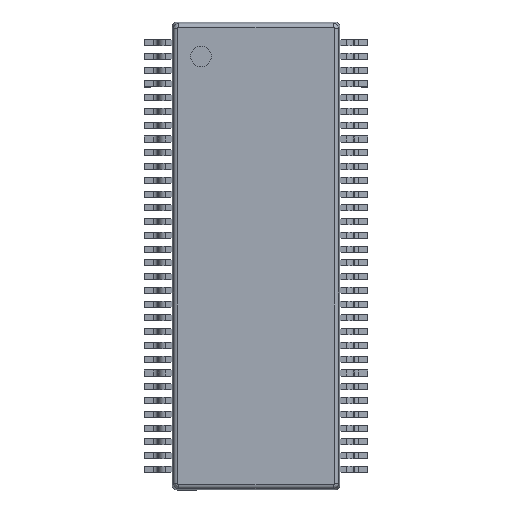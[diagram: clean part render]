
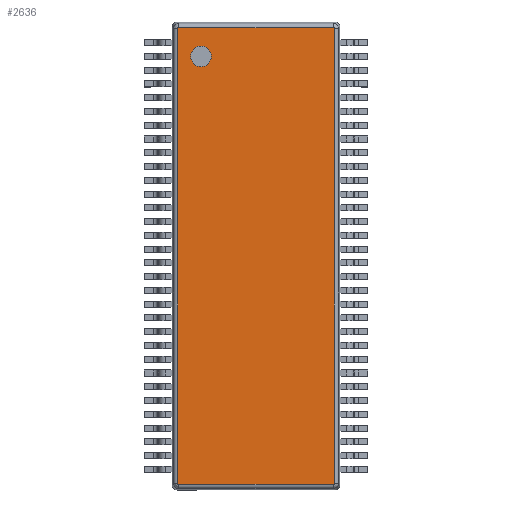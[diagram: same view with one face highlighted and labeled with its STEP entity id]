
A CAD part, top view. The second image highlights one B-rep face of the part: STEP entity #2636.
In plain terms, the highlighted face is planar.
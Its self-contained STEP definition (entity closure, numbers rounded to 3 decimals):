
#1109=DIRECTION('',(0.,0.,1.));
#1110=VECTOR('',#1109,5.6);
#1111=CARTESIAN_POINT('',(-8.299,0.425,-2.8));
#1112=LINE('',#1111,#1110);
#1139=CARTESIAN_POINT('',(8.299,0.425,2.8));
#1140=CARTESIAN_POINT('',(8.299,0.425,2.801));
#1141=CARTESIAN_POINT('',(8.299,0.425,2.805));
#1142=CARTESIAN_POINT('',(8.298,0.425,2.809));
#1143=CARTESIAN_POINT('',(8.297,0.425,2.814));
#1144=CARTESIAN_POINT('',(8.296,0.425,2.818));
#1145=CARTESIAN_POINT('',(8.294,0.425,2.822));
#1146=CARTESIAN_POINT('',(8.292,0.425,2.826));
#1147=CARTESIAN_POINT('',(8.289,0.425,2.83));
#1148=CARTESIAN_POINT('',(8.286,0.425,2.833));
#1149=CARTESIAN_POINT('',(8.283,0.425,2.836));
#1150=CARTESIAN_POINT('',(8.28,0.425,2.839));
#1151=CARTESIAN_POINT('',(8.276,0.425,2.842));
#1152=CARTESIAN_POINT('',(8.272,0.425,2.844));
#1153=CARTESIAN_POINT('',(8.268,0.425,2.846));
#1154=CARTESIAN_POINT('',(8.264,0.425,2.847));
#1155=CARTESIAN_POINT('',(8.259,0.425,2.848));
#1156=CARTESIAN_POINT('',(8.255,0.425,2.849));
#1157=CARTESIAN_POINT('',(8.251,0.425,2.849));
#1158=CARTESIAN_POINT('',(8.25,0.425,2.849));
#1163=CARTESIAN_POINT('',(-8.25,0.425,2.849));
#1164=CARTESIAN_POINT('',(-8.251,0.425,2.849));
#1165=CARTESIAN_POINT('',(-8.255,0.425,2.849));
#1166=CARTESIAN_POINT('',(-8.259,0.425,2.848));
#1167=CARTESIAN_POINT('',(-8.264,0.425,2.847));
#1168=CARTESIAN_POINT('',(-8.268,0.425,2.846));
#1169=CARTESIAN_POINT('',(-8.272,0.425,2.844));
#1170=CARTESIAN_POINT('',(-8.276,0.425,2.842));
#1171=CARTESIAN_POINT('',(-8.28,0.425,2.839));
#1172=CARTESIAN_POINT('',(-8.283,0.425,2.836));
#1173=CARTESIAN_POINT('',(-8.286,0.425,2.833));
#1174=CARTESIAN_POINT('',(-8.289,0.425,2.83));
#1175=CARTESIAN_POINT('',(-8.292,0.425,2.826));
#1176=CARTESIAN_POINT('',(-8.294,0.425,2.822));
#1177=CARTESIAN_POINT('',(-8.296,0.425,2.818));
#1178=CARTESIAN_POINT('',(-8.297,0.425,2.814));
#1179=CARTESIAN_POINT('',(-8.298,0.425,2.809));
#1180=CARTESIAN_POINT('',(-8.299,0.425,2.805));
#1181=CARTESIAN_POINT('',(-8.299,0.425,2.802));
#1182=CARTESIAN_POINT('',(-8.299,0.425,2.8));
#1187=CARTESIAN_POINT('',(-8.299,0.425,-2.8));
#1188=CARTESIAN_POINT('',(-8.299,0.425,-2.801));
#1189=CARTESIAN_POINT('',(-8.299,0.425,-2.805));
#1190=CARTESIAN_POINT('',(-8.298,0.425,-2.809));
#1191=CARTESIAN_POINT('',(-8.297,0.425,-2.814));
#1192=CARTESIAN_POINT('',(-8.296,0.425,-2.818));
#1193=CARTESIAN_POINT('',(-8.294,0.425,-2.822));
#1194=CARTESIAN_POINT('',(-8.292,0.425,-2.826));
#1195=CARTESIAN_POINT('',(-8.289,0.425,-2.83));
#1196=CARTESIAN_POINT('',(-8.286,0.425,-2.833));
#1197=CARTESIAN_POINT('',(-8.283,0.425,-2.836));
#1198=CARTESIAN_POINT('',(-8.28,0.425,-2.839));
#1199=CARTESIAN_POINT('',(-8.276,0.425,-2.842));
#1200=CARTESIAN_POINT('',(-8.272,0.425,-2.844));
#1201=CARTESIAN_POINT('',(-8.268,0.425,-2.846));
#1202=CARTESIAN_POINT('',(-8.264,0.425,-2.847));
#1203=CARTESIAN_POINT('',(-8.259,0.425,-2.848));
#1204=CARTESIAN_POINT('',(-8.255,0.425,-2.849));
#1205=CARTESIAN_POINT('',(-8.251,0.425,-2.849));
#1206=CARTESIAN_POINT('',(-8.25,0.425,-2.849));
#1211=CARTESIAN_POINT('',(8.25,0.425,-2.849));
#1212=CARTESIAN_POINT('',(8.251,0.425,-2.849));
#1213=CARTESIAN_POINT('',(8.255,0.425,-2.849));
#1214=CARTESIAN_POINT('',(8.259,0.425,-2.848));
#1215=CARTESIAN_POINT('',(8.264,0.425,-2.847));
#1216=CARTESIAN_POINT('',(8.268,0.425,-2.846));
#1217=CARTESIAN_POINT('',(8.272,0.425,-2.844));
#1218=CARTESIAN_POINT('',(8.276,0.425,-2.842));
#1219=CARTESIAN_POINT('',(8.28,0.425,-2.839));
#1220=CARTESIAN_POINT('',(8.283,0.425,-2.836));
#1221=CARTESIAN_POINT('',(8.286,0.425,-2.833));
#1222=CARTESIAN_POINT('',(8.289,0.425,-2.83));
#1223=CARTESIAN_POINT('',(8.292,0.425,-2.826));
#1224=CARTESIAN_POINT('',(8.294,0.425,-2.822));
#1225=CARTESIAN_POINT('',(8.296,0.425,-2.818));
#1226=CARTESIAN_POINT('',(8.297,0.425,-2.814));
#1227=CARTESIAN_POINT('',(8.298,0.425,-2.809));
#1228=CARTESIAN_POINT('',(8.299,0.425,-2.805));
#1229=CARTESIAN_POINT('',(8.299,0.425,-2.801));
#1230=CARTESIAN_POINT('',(8.299,0.425,-2.8));
#1235=CARTESIAN_POINT('',(7.25,0.425,-2.));
#1236=DIRECTION('',(0.,-1.,0.));
#1237=DIRECTION('',(1.,0.,0.));
#1238=AXIS2_PLACEMENT_3D('',#1235,#1236,#1237);
#1243=CARTESIAN_POINT('',(7.25,0.425,-2.));
#1244=DIRECTION('',(0.,-1.,0.));
#1245=DIRECTION('',(-1.,0.,0.));
#1246=AXIS2_PLACEMENT_3D('',#1243,#1244,#1245);
#1251=DIRECTION('',(0.,0.,-1.));
#1252=VECTOR('',#1251,5.6);
#1253=CARTESIAN_POINT('',(8.299,0.425,2.8));
#1254=LINE('',#1253,#1252);
#1305=DIRECTION('',(-1.,0.,0.));
#1306=VECTOR('',#1305,16.5);
#1307=CARTESIAN_POINT('',(8.25,0.425,-2.849));
#1308=LINE('',#1307,#1306);
#1383=DIRECTION('',(1.,0.,0.));
#1384=VECTOR('',#1383,16.5);
#1385=CARTESIAN_POINT('',(-8.25,0.425,2.849));
#1386=LINE('',#1385,#1384);
#1547=CARTESIAN_POINT('',(8.299,0.425,2.8));
#1548=CARTESIAN_POINT('',(8.299,0.425,-2.8));
#1549=VERTEX_POINT('',#1547);
#1550=VERTEX_POINT('',#1548);
#1553=CARTESIAN_POINT('',(-8.25,0.425,2.849));
#1554=CARTESIAN_POINT('',(8.25,0.425,2.849));
#1555=VERTEX_POINT('',#1553);
#1556=VERTEX_POINT('',#1554);
#1559=CARTESIAN_POINT('',(-8.299,0.425,-2.8));
#1560=CARTESIAN_POINT('',(-8.299,0.425,2.8));
#1561=VERTEX_POINT('',#1559);
#1562=VERTEX_POINT('',#1560);
#1563=CARTESIAN_POINT('',(8.25,0.425,-2.849));
#1564=CARTESIAN_POINT('',(-8.25,0.425,-2.849));
#1565=VERTEX_POINT('',#1563);
#1566=VERTEX_POINT('',#1564);
#1573=CARTESIAN_POINT('',(7.625,0.425,-2.));
#1574=CARTESIAN_POINT('',(6.875,0.425,-2.));
#1575=VERTEX_POINT('',#1573);
#1576=VERTEX_POINT('',#1574);
#2609=CARTESIAN_POINT('',(0.,0.425,0.));
#2610=DIRECTION('',(0.,1.,0.));
#2611=DIRECTION('',(1.,0.,0.));
#2612=AXIS2_PLACEMENT_3D('',#2609,#2610,#2611);
#2613=PLANE('',#2612);
#2615=ORIENTED_EDGE('',*,*,#2614,.F.);
#2617=ORIENTED_EDGE('',*,*,#2616,.T.);
#2619=ORIENTED_EDGE('',*,*,#2618,.F.);
#2620=ORIENTED_EDGE('',*,*,#2587,.T.);
#2621=ORIENTED_EDGE('',*,*,#2600,.F.);
#2623=ORIENTED_EDGE('',*,*,#2622,.T.);
#2625=ORIENTED_EDGE('',*,*,#2624,.F.);
#2627=ORIENTED_EDGE('',*,*,#2626,.T.);
#2628=EDGE_LOOP('',(#2615,#2617,#2619,#2620,#2621,#2623,#2625,#2627));
#2629=FACE_OUTER_BOUND('',#2628,.F.);
#2631=ORIENTED_EDGE('',*,*,#2630,.F.);
#2633=ORIENTED_EDGE('',*,*,#2632,.F.);
#2634=EDGE_LOOP('',(#2631,#2633));
#2635=FACE_BOUND('',#2634,.F.);
#2636=ADVANCED_FACE('',(#2629,#2635),#2613,.T.);
#1159=B_SPLINE_CURVE_WITH_KNOTS('',3,(#1139,#1140,#1141,#1142,#1143,#1144,#1145,
#1146,#1147,#1148,#1149,#1150,#1151,#1152,#1153,#1154,#1155,#1156,#1157,#1158),
.UNSPECIFIED.,.F.,.F.,(4,1,1,1,1,1,1,1,1,1,1,1,1,1,1,1,1,4),(0.,
0.059,0.118,0.176,0.235,
0.294,0.353,0.412,0.471,
0.529,0.588,0.647,0.706,
0.765,0.824,0.882,0.941,1.),
.UNSPECIFIED.);
#1183=B_SPLINE_CURVE_WITH_KNOTS('',3,(#1163,#1164,#1165,#1166,#1167,#1168,#1169,
#1170,#1171,#1172,#1173,#1174,#1175,#1176,#1177,#1178,#1179,#1180,#1181,#1182),
.UNSPECIFIED.,.F.,.F.,(4,1,1,1,1,1,1,1,1,1,1,1,1,1,1,1,1,4),(0.,
0.059,0.118,0.176,0.235,
0.294,0.353,0.412,0.471,
0.529,0.588,0.647,0.706,
0.765,0.824,0.882,0.941,1.),
.UNSPECIFIED.);
#1207=B_SPLINE_CURVE_WITH_KNOTS('',3,(#1187,#1188,#1189,#1190,#1191,#1192,#1193,
#1194,#1195,#1196,#1197,#1198,#1199,#1200,#1201,#1202,#1203,#1204,#1205,#1206),
.UNSPECIFIED.,.F.,.F.,(4,1,1,1,1,1,1,1,1,1,1,1,1,1,1,1,1,4),(0.,
0.059,0.118,0.176,0.235,
0.294,0.353,0.412,0.471,
0.529,0.588,0.647,0.706,
0.765,0.824,0.882,0.941,1.),
.UNSPECIFIED.);
#1231=B_SPLINE_CURVE_WITH_KNOTS('',3,(#1211,#1212,#1213,#1214,#1215,#1216,#1217,
#1218,#1219,#1220,#1221,#1222,#1223,#1224,#1225,#1226,#1227,#1228,#1229,#1230),
.UNSPECIFIED.,.F.,.F.,(4,1,1,1,1,1,1,1,1,1,1,1,1,1,1,1,1,4),(0.,
0.059,0.118,0.176,0.235,
0.294,0.353,0.412,0.471,
0.529,0.588,0.647,0.706,
0.765,0.824,0.882,0.941,1.),
.UNSPECIFIED.);
#1239=CIRCLE('',#1238,0.375);
#1247=CIRCLE('',#1246,0.375);
#2587=EDGE_CURVE('',#1555,#1562,#1183,.T.);
#2600=EDGE_CURVE('',#1561,#1562,#1112,.T.);
#2614=EDGE_CURVE('',#1549,#1550,#1254,.T.);
#2616=EDGE_CURVE('',#1549,#1556,#1159,.T.);
#2618=EDGE_CURVE('',#1555,#1556,#1386,.T.);
#2622=EDGE_CURVE('',#1561,#1566,#1207,.T.);
#2624=EDGE_CURVE('',#1565,#1566,#1308,.T.);
#2626=EDGE_CURVE('',#1565,#1550,#1231,.T.);
#2630=EDGE_CURVE('',#1575,#1576,#1239,.T.);
#2632=EDGE_CURVE('',#1576,#1575,#1247,.T.);
